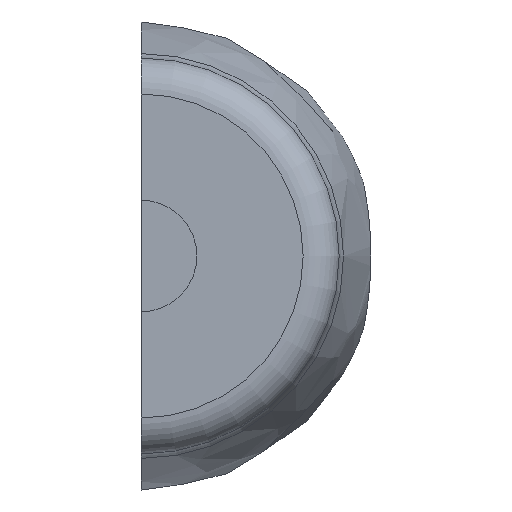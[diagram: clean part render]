
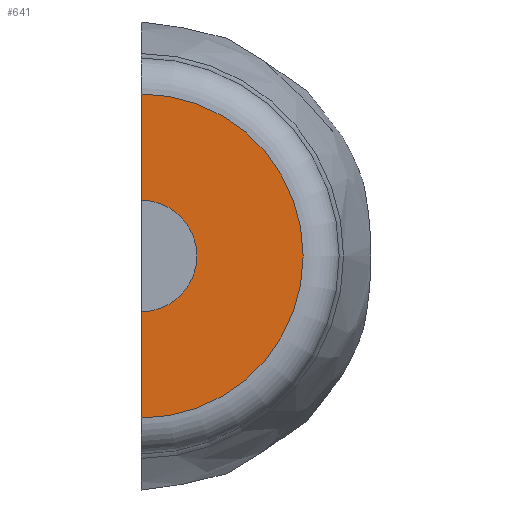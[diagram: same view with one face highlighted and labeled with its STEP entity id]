
A CAD part, left-side view. The second image highlights one B-rep face of the part: STEP entity #641.
In plain terms, the highlighted planar face has unit normal (-1, 0, 0).
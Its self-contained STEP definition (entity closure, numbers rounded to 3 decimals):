
#48=PLANE('',#727);
#81=FACE_OUTER_BOUND('',#121,.T.);
#121=EDGE_LOOP('',(#556,#557,#558,#559));
#141=LINE('',#1041,#197);
#153=LINE('',#1065,#209);
#197=VECTOR('',#793,10.);
#209=VECTOR('',#805,10.);
#273=CIRCLE('',#726,9.);
#274=CIRCLE('',#728,3.1);
#295=VERTEX_POINT('',#1038);
#296=VERTEX_POINT('',#1040);
#307=VERTEX_POINT('',#1062);
#308=VERTEX_POINT('',#1064);
#359=EDGE_CURVE('',#296,#295,#141,.T.);
#371=EDGE_CURVE('',#308,#307,#153,.T.);
#411=EDGE_CURVE('',#308,#295,#273,.T.);
#412=EDGE_CURVE('',#307,#296,#274,.T.);
#556=ORIENTED_EDGE('',*,*,#359,.T.);
#557=ORIENTED_EDGE('',*,*,#411,.F.);
#558=ORIENTED_EDGE('',*,*,#371,.T.);
#559=ORIENTED_EDGE('',*,*,#412,.T.);
#641=ADVANCED_FACE('',(#81),#48,.T.);
#726=AXIS2_PLACEMENT_3D('',#1157,#889,#890);
#727=AXIS2_PLACEMENT_3D('',#1158,#891,#892);
#728=AXIS2_PLACEMENT_3D('',#1159,#893,#894);
#793=DIRECTION('',(0.,0.,-1.));
#805=DIRECTION('',(0.,0.,-1.));
#889=DIRECTION('center_axis',(1.,0.,0.));
#890=DIRECTION('ref_axis',(0.,-1.,0.));
#891=DIRECTION('center_axis',(-1.,0.,0.));
#892=DIRECTION('ref_axis',(0.,0.,1.));
#893=DIRECTION('center_axis',(1.,0.,0.));
#894=DIRECTION('ref_axis',(0.,0.,1.));
#1038=CARTESIAN_POINT('',(-35.,0.,-9.));
#1040=CARTESIAN_POINT('',(-35.,0.,-3.1));
#1041=CARTESIAN_POINT('',(-35.,0.,0.));
#1062=CARTESIAN_POINT('',(-35.,0.,3.1));
#1064=CARTESIAN_POINT('',(-35.,0.,9.));
#1065=CARTESIAN_POINT('',(-35.,0.,0.));
#1157=CARTESIAN_POINT('Origin',(-35.,0.,0.));
#1158=CARTESIAN_POINT('Origin',(-35.,11.,0.));
#1159=CARTESIAN_POINT('Origin',(-35.,0.,0.));
